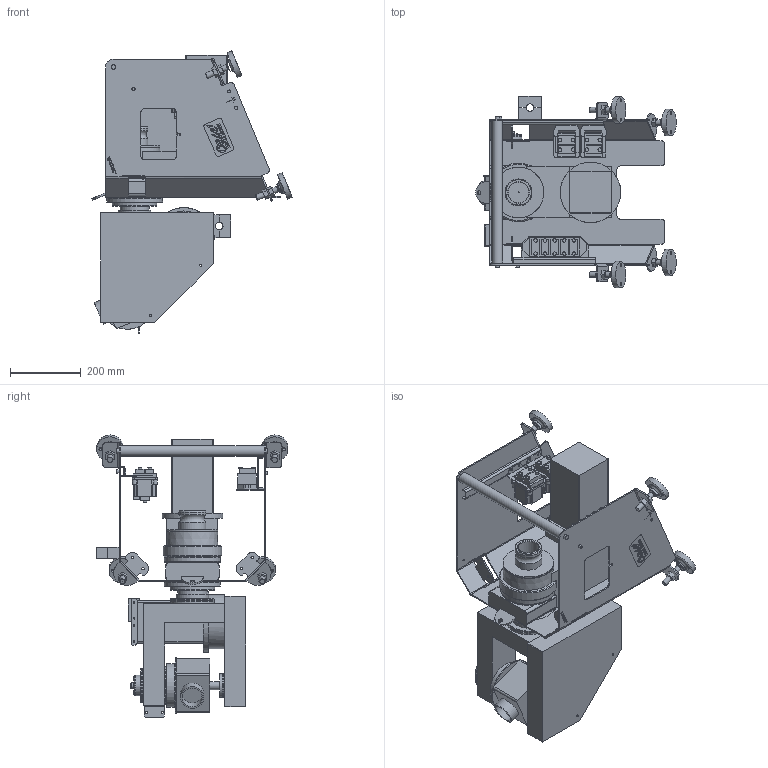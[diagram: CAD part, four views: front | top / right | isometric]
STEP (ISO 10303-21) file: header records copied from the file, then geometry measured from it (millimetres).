
FILE_DESCRIPTION(/* description */ (''),/* implementation_level */ '2;1');
FILE_NAME(/* name */ '34318 MDD_2D_relaunch.stp',/* time_stamp */ '2018-07-17T10:06:01+02:00',/* author */ ('guzb562'),/* organization */ (''),/* preprocessor_version */ 'ST-DEVELOPER v17',/* originating_system */ 'Autodesk Inventor 2018',/* authorisation */ '');
FILE_SCHEMA (('AUTOMOTIVE_DESIGN { 1 0 10303 214 3 1 1 }'));
Length unit declared in the file: millimetre
Products named in the file (1): MDD_2D_relaunch
Bounding box: 566.4 x 542.07 x 796.45 mm (x, y, z)
Volume: 28753976 mm3; surface area: 2285757 mm2
Topology: 8 solids, 31 shells, 1517 faces, 4142 edges, 2726 vertices
Faces by surface type: plane 1044, cylinder 331, bspline 80, cone 57, torus 5
Full cylindrical faces by diameter (mm): 2.75 x1, 4.4 x2, 5 x6, 5.2 x18, 5.6 x2, 6 x2, 6.6 x7, 6.8 x4, 8.497 x8, 8.5 x2, 8.6 x2, 9 x1, 9.461 x8, 9.478 x2, 9.912 x2, 10 x7, 10.308 x8, 10.856 x1, 11 x1, 13 x2, 15.644 x1, 16.061 x4, 16.127 x4, 22.844 x1, 30 x1, 57 x1, 57.966 x1, 58.033 x2, 65.5 x1, 65.998 x2
Entity records: 51107 total; most frequent: CARTESIAN_POINT 12027, ORIENTED_EDGE 8280, DIRECTION 7836, EDGE_CURVE 4140, LINE 2952, VECTOR 2952, VERTEX_POINT 2726, AXIS2_PLACEMENT_3D 2442
